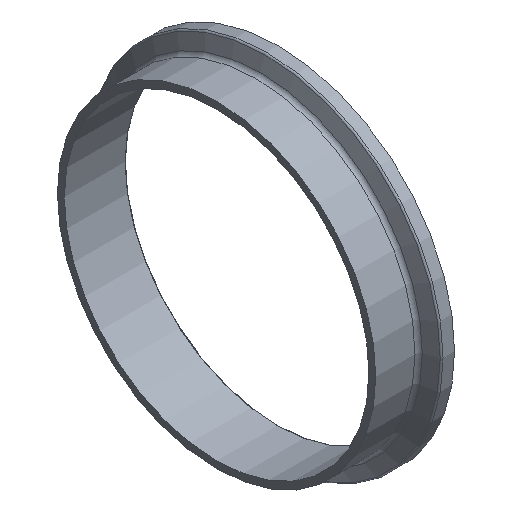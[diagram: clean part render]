
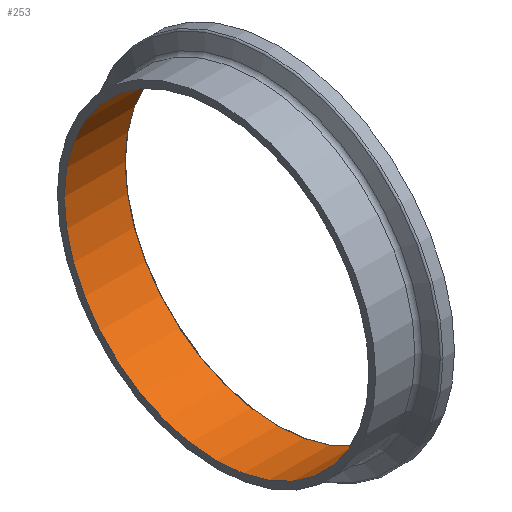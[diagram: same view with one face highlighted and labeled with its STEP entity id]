
A CAD part, isometric view. The second image highlights one B-rep face of the part: STEP entity #253.
In plain terms, the highlighted cylindrical face has radius 66.9 mm (diameter 133.8 mm), a full revolution.
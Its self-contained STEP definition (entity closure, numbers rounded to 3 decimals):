
#17=CYLINDRICAL_SURFACE('',#317,66.9);
#29=LINE('',#491,#35);
#35=VECTOR('',#413,66.9);
#52=FACE_OUTER_BOUND('',#69,.T.);
#69=EDGE_LOOP('',(#227,#228,#229,#230,#231));
#98=CIRCLE('',#314,66.9);
#99=CIRCLE('',#315,66.9);
#101=CIRCLE('',#318,66.9);
#123=VERTEX_POINT('',#484);
#124=VERTEX_POINT('',#485);
#125=VERTEX_POINT('',#490);
#157=EDGE_CURVE('',#123,#124,#98,.T.);
#158=EDGE_CURVE('',#124,#123,#99,.T.);
#160=EDGE_CURVE('',#123,#125,#29,.T.);
#161=EDGE_CURVE('',#125,#125,#101,.T.);
#227=ORIENTED_EDGE('',*,*,#157,.T.);
#228=ORIENTED_EDGE('',*,*,#158,.T.);
#229=ORIENTED_EDGE('',*,*,#160,.T.);
#230=ORIENTED_EDGE('',*,*,#161,.F.);
#231=ORIENTED_EDGE('',*,*,#160,.F.);
#253=ADVANCED_FACE('',(#52),#17,.F.);
#314=AXIS2_PLACEMENT_3D('',#486,#405,#406);
#315=AXIS2_PLACEMENT_3D('',#487,#407,#408);
#317=AXIS2_PLACEMENT_3D('',#489,#411,#412);
#318=AXIS2_PLACEMENT_3D('',#492,#414,#415);
#405=DIRECTION('center_axis',(1.,0.,0.));
#406=DIRECTION('ref_axis',(0.,0.,-1.));
#407=DIRECTION('center_axis',(1.,0.,0.));
#408=DIRECTION('ref_axis',(0.,0.,-1.));
#411=DIRECTION('center_axis',(1.,0.,0.));
#412=DIRECTION('ref_axis',(0.,1.,0.));
#413=DIRECTION('',(-1.,0.,0.));
#414=DIRECTION('center_axis',(1.,0.,0.));
#415=DIRECTION('ref_axis',(0.,0.,-1.));
#484=CARTESIAN_POINT('',(-0.3,-66.9,0.));
#485=CARTESIAN_POINT('',(-0.3,0.,66.9));
#486=CARTESIAN_POINT('Origin',(-0.3,0.,
0.));
#487=CARTESIAN_POINT('Origin',(-0.3,0.,
0.));
#489=CARTESIAN_POINT('Origin',(-13.65,0.,0.));
#490=CARTESIAN_POINT('',(-27.,-66.9,0.));
#491=CARTESIAN_POINT('',(-13.65,-66.9,0.));
#492=CARTESIAN_POINT('Origin',(-27.,0.,0.));
